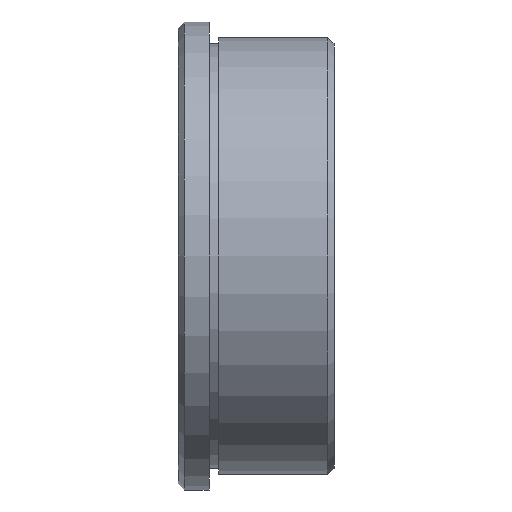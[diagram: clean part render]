
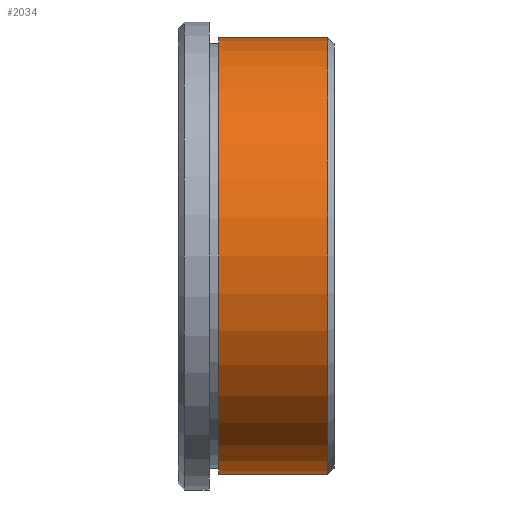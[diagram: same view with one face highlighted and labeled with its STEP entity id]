
A CAD part, left-side view. The second image highlights one B-rep face of the part: STEP entity #2034.
In plain terms, the highlighted cylindrical face has radius 7 mm (diameter 14 mm), a partial arc.
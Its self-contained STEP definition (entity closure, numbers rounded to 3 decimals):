
#748 = VERTEX_POINT('',#749);
#749 = CARTESIAN_POINT('',(0.,0.2,-7.));
#756 = VERTEX_POINT('',#757);
#757 = CARTESIAN_POINT('',(0.,0.2,7.));
#1487 = VERTEX_POINT('',#1488);
#1488 = CARTESIAN_POINT('',(0.,3.7,7.));
#1489 = VERTEX_POINT('',#1490);
#1490 = CARTESIAN_POINT('',(0.,3.7,-7.));
#1497 = EDGE_CURVE('',#1487,#756,#1498,.T.);
#1498 = LINE('',#1499,#1500);
#1499 = CARTESIAN_POINT('',(0.,4.,7.));
#1500 = VECTOR('',#1501,1.);
#1501 = DIRECTION('',(-0.,-1.,-0.));
#1504 = EDGE_CURVE('',#1489,#748,#1505,.T.);
#1505 = LINE('',#1506,#1507);
#1506 = CARTESIAN_POINT('',(0.,4.,-7.));
#1507 = VECTOR('',#1508,1.);
#1508 = DIRECTION('',(-0.,-1.,-0.));
#2034 = ADVANCED_FACE('',(#2035),#2053,.T.);
#2035 = FACE_BOUND('',#2036,.T.);
#2036 = EDGE_LOOP('',(#2037,#2038,#2045,#2046));
#2037 = ORIENTED_EDGE('',*,*,#1497,.F.);
#2038 = ORIENTED_EDGE('',*,*,#2039,.F.);
#2039 = EDGE_CURVE('',#1489,#1487,#2040,.T.);
#2040 = CIRCLE('',#2041,7.);
#2041 = AXIS2_PLACEMENT_3D('',#2042,#2043,#2044);
#2042 = CARTESIAN_POINT('',(0.,3.7,0.));
#2043 = DIRECTION('',(-0.,1.,0.));
#2044 = DIRECTION('',(0.,0.,1.));
#2045 = ORIENTED_EDGE('',*,*,#1504,.T.);
#2046 = ORIENTED_EDGE('',*,*,#2047,.T.);
#2047 = EDGE_CURVE('',#748,#756,#2048,.T.);
#2048 = CIRCLE('',#2049,7.);
#2049 = AXIS2_PLACEMENT_3D('',#2050,#2051,#2052);
#2050 = CARTESIAN_POINT('',(0.,0.2,0.));
#2051 = DIRECTION('',(-0.,1.,0.));
#2052 = DIRECTION('',(0.,0.,1.));
#2053 = CYLINDRICAL_SURFACE('',#2054,7.);
#2054 = AXIS2_PLACEMENT_3D('',#2055,#2056,#2057);
#2055 = CARTESIAN_POINT('',(0.,4.,0.));
#2056 = DIRECTION('',(-0.,-1.,-0.));
#2057 = DIRECTION('',(0.,0.,-1.));
